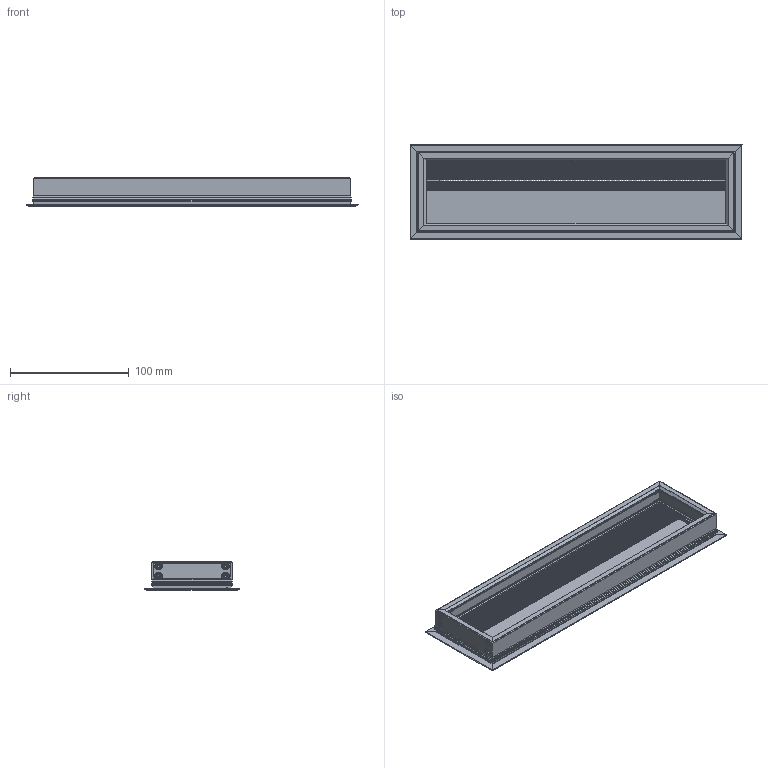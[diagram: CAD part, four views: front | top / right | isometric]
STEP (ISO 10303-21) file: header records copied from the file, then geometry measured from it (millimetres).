
FILE_DESCRIPTION(/* description */ (''),/* implementation_level */ '2;1');
FILE_NAME(/* name */ 'LB-80x280.stp',/* time_stamp */ '2023-10-17T11:56:44+02:00',/* author */ ('tomaszw'),/* organization */ (''),/* preprocessor_version */ 'ST-DEVELOPER v19.2',/* originating_system */ 'Autodesk Inventor 2023',/* authorisation */ '');
FILE_SCHEMA (('AUTOMOTIVE_DESIGN { 1 0 10303 214 3 1 1 }'));
Products named in the file (8): 80x280; XB-310-2-80-1; XB-310-2-80-2; XB-310-2-280; ZHUANZHOU; 006-280; GAIBAN-280; 3X16ZIGONG
Assembly tree (16 placements, depth 2):
  80x280
    XB-310-2-280  x2
    XB-310-2-80-1
    XB-310-2-80-2
    ZHUANZHOU  x2
    006-280
    GAIBAN-280
    3X16ZIGONG  x8
Bounding box: 280 x 80 x 24 mm (x, y, z)
Volume: 99189.2 mm3; surface area: 205443.5 mm2
Topology: 17 solids, 25 shells, 6229 faces, 17099 edges, 10874 vertices
Faces by surface type: plane 5711, cylinder 374, bspline 120, cone 16, torus 8
Full cylindrical faces by diameter (mm): 1 x1, 1.2 x5, 2.6 x96
Entity records: 182683 total; most frequent: CARTESIAN_POINT 36944, ORIENTED_EDGE 31282, DIRECTION 28853, EDGE_CURVE 15647, LINE 13489, VECTOR 13489, VERTEX_POINT 9932, AXIS2_PLACEMENT_3D 7682
